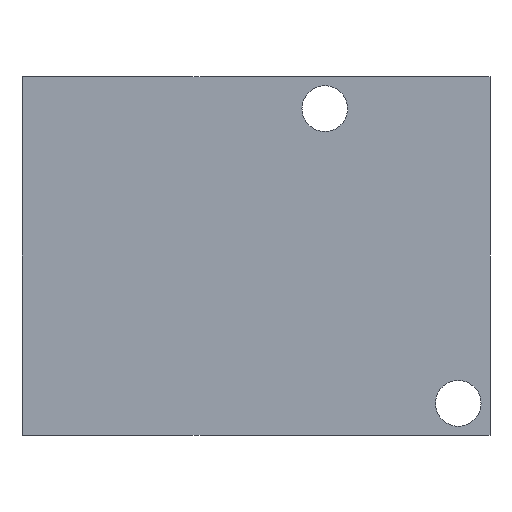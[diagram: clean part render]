
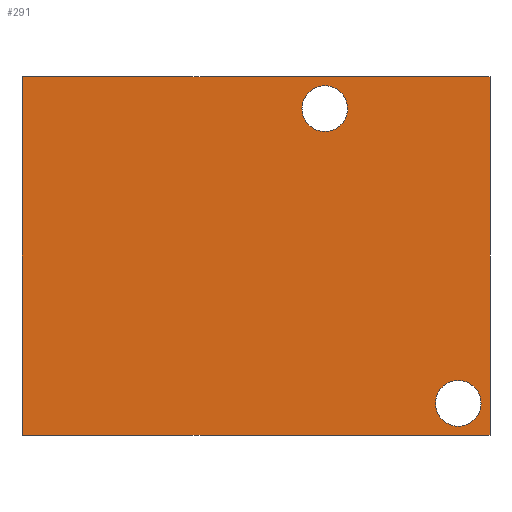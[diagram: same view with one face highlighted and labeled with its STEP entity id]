
A CAD part, left-side view. The second image highlights one B-rep face of the part: STEP entity #291.
In plain terms, the highlighted planar face has unit normal (-1, 0, 0).
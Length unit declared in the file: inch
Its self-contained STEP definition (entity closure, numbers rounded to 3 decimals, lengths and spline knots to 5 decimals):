
#22=FACE_BOUND('',#62,.T.);
#23=FACE_BOUND('',#63,.T.);
#29=PLANE('',#342);
#44=FACE_OUTER_BOUND('',#61,.T.);
#61=EDGE_LOOP('',(#241,#242,#243,#244));
#62=EDGE_LOOP('',(#245));
#63=EDGE_LOOP('',(#246));
#85=LINE('',#489,#110);
#86=LINE('',#491,#111);
#87=LINE('',#493,#112);
#88=LINE('',#494,#113);
#110=VECTOR('',#408,0.3937);
#111=VECTOR('',#409,0.3937);
#112=VECTOR('',#410,0.3937);
#113=VECTOR('',#411,0.3937);
#135=CIRCLE('',#338,0.07087);
#137=CIRCLE('',#341,0.07087);
#153=VERTEX_POINT('',#477);
#155=VERTEX_POINT('',#483);
#156=VERTEX_POINT('',#487);
#157=VERTEX_POINT('',#488);
#158=VERTEX_POINT('',#490);
#159=VERTEX_POINT('',#492);
#185=EDGE_CURVE('',#153,#153,#135,.T.);
#188=EDGE_CURVE('',#155,#155,#137,.T.);
#189=EDGE_CURVE('',#156,#157,#85,.T.);
#190=EDGE_CURVE('',#157,#158,#86,.T.);
#191=EDGE_CURVE('',#159,#158,#87,.T.);
#192=EDGE_CURVE('',#156,#159,#88,.T.);
#241=ORIENTED_EDGE('',*,*,#189,.T.);
#242=ORIENTED_EDGE('',*,*,#190,.T.);
#243=ORIENTED_EDGE('',*,*,#191,.F.);
#244=ORIENTED_EDGE('',*,*,#192,.F.);
#245=ORIENTED_EDGE('',*,*,#185,.T.);
#246=ORIENTED_EDGE('',*,*,#188,.T.);
#291=ADVANCED_FACE('',(#44,#22,#23),#29,.T.);
#338=AXIS2_PLACEMENT_3D('',#479,#397,#398);
#341=AXIS2_PLACEMENT_3D('',#485,#404,#405);
#342=AXIS2_PLACEMENT_3D('',#486,#406,#407);
#397=DIRECTION('center_axis',(1.,0.,0.));
#398=DIRECTION('ref_axis',(0.,0.,-1.));
#404=DIRECTION('center_axis',(1.,0.,0.));
#405=DIRECTION('ref_axis',(0.,0.,-1.));
#406=DIRECTION('center_axis',(-1.,0.,0.));
#407=DIRECTION('ref_axis',(0.,-1.,0.));
#408=DIRECTION('',(0.,-1.,0.));
#409=DIRECTION('',(0.,0.,1.));
#410=DIRECTION('',(0.,-1.,0.));
#411=DIRECTION('',(0.,0.,1.));
#477=CARTESIAN_POINT('',(0.,0.09843,0.16929));
#479=CARTESIAN_POINT('Origin',(0.,0.09843,
0.09843));
#483=CARTESIAN_POINT('',(0.,0.51181,1.08244));
#485=CARTESIAN_POINT('Origin',(0.,0.51181,
1.01157));
#486=CARTESIAN_POINT('Origin',(0.,1.45,0.));
#487=CARTESIAN_POINT('',(0.,1.45,0.));
#488=CARTESIAN_POINT('',(0.,0.,0.));
#489=CARTESIAN_POINT('',(0.,1.45,0.));
#490=CARTESIAN_POINT('',(0.,0.,1.11));
#491=CARTESIAN_POINT('',(0.,0.,0.));
#492=CARTESIAN_POINT('',(0.,1.45,1.11));
#493=CARTESIAN_POINT('',(0.,1.45,1.11));
#494=CARTESIAN_POINT('',(0.,1.45,0.));
